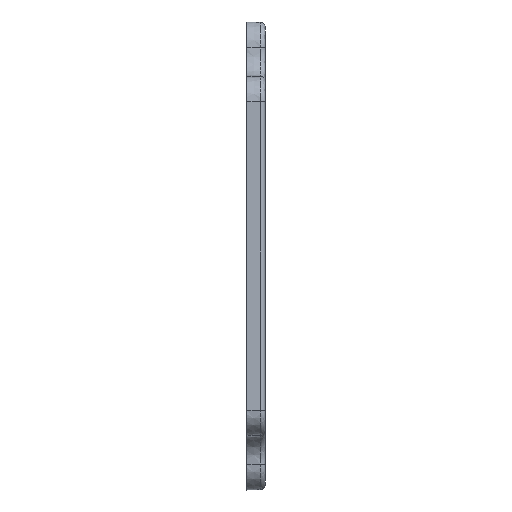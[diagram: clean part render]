
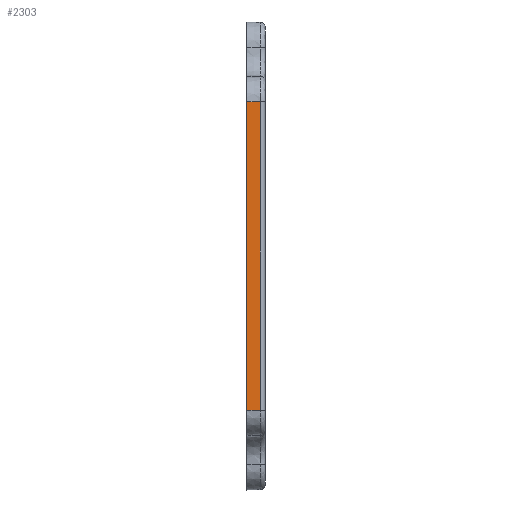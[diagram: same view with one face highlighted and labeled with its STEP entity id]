
A CAD part, left-side view. The second image highlights one B-rep face of the part: STEP entity #2303.
In plain terms, the highlighted planar face has unit normal (-1, -0.018, 0).
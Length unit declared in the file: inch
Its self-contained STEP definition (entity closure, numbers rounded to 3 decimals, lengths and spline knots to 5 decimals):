
#13 = LINE ( 'NONE', #615, #1919 ) ;
#21 = VERTEX_POINT ( 'NONE', #672 ) ;
#34 = LINE ( 'NONE', #1411, #982 ) ;
#112 = LINE ( 'NONE', #292, #1545 ) ;
#292 = CARTESIAN_POINT ( 'NONE',  ( -1.48779, 0.02901, -0.91737 ) ) ;
#368 = EDGE_CURVE ( 'NONE', #671, #21, #112, .T. ) ;
#615 = CARTESIAN_POINT ( 'NONE',  ( -1.48917, 0.10825, -0.91737 ) ) ;
#646 = PLANE ( 'NONE',  #931 ) ;
#671 = VERTEX_POINT ( 'NONE', #2049 ) ;
#672 = CARTESIAN_POINT ( 'NONE',  ( -1.48779, 0.02901, 0.91728 ) ) ;
#752 = CARTESIAN_POINT ( 'NONE',  ( -1.48917, 0.10825, -1.23855 ) ) ;
#931 = AXIS2_PLACEMENT_3D ( 'NONE', #2210, #1611, #1829 ) ;
#982 = VECTOR ( 'NONE', #2057, 39.37008 ) ;
#1255 = CARTESIAN_POINT ( 'NONE',  ( -1.48917, 0.10825, -0.91737 ) ) ;
#1362 = EDGE_CURVE ( 'NONE', #1693, #21, #34, .T. ) ;
#1411 = CARTESIAN_POINT ( 'NONE',  ( -344.40372, 19645.66929, 0.91728 ) ) ;
#1453 = ORIENTED_EDGE ( 'NONE', *, *, #368, .T. ) ;
#1512 = LINE ( 'NONE', #752, #1588 ) ;
#1544 = EDGE_LOOP ( 'NONE', ( #1586, #2382, #1931, #1453 ) ) ;
#1545 = VECTOR ( 'NONE', #2479, 39.37008 ) ;
#1565 = DIRECTION ( 'NONE',  ( 0.017, -1., 0. ) ) ;
#1586 = ORIENTED_EDGE ( 'NONE', *, *, #1362, .F. ) ;
#1588 = VECTOR ( 'NONE', #2309, 39.37008 ) ;
#1611 = DIRECTION ( 'NONE',  ( -1., -0.017, 0. ) ) ;
#1625 = FACE_OUTER_BOUND ( 'NONE', #1544, .T. ) ;
#1693 = VERTEX_POINT ( 'NONE', #1874 ) ;
#1756 = EDGE_CURVE ( 'NONE', #1917, #1693, #1512, .T. ) ;
#1829 = DIRECTION ( 'NONE',  ( 0.017, -1., 0. ) ) ;
#1874 = CARTESIAN_POINT ( 'NONE',  ( -1.48917, 0.10825, 0.91728 ) ) ;
#1917 = VERTEX_POINT ( 'NONE', #1255 ) ;
#1919 = VECTOR ( 'NONE', #1565, 39.37008 ) ;
#1931 = ORIENTED_EDGE ( 'NONE', *, *, #2516, .T. ) ;
#2049 = CARTESIAN_POINT ( 'NONE',  ( -1.48779, 0.02901, -0.91737 ) ) ;
#2057 = DIRECTION ( 'NONE',  ( 0.017, -1., 0. ) ) ;
#2210 = CARTESIAN_POINT ( 'NONE',  ( -1.48917, 0.10825, -0.91737 ) ) ;
#2303 = ADVANCED_FACE ( 'NONE', ( #1625 ), #646, .T. ) ;
#2309 = DIRECTION ( 'NONE',  ( 0., 0., 1. ) ) ;
#2382 = ORIENTED_EDGE ( 'NONE', *, *, #1756, .F. ) ;
#2479 = DIRECTION ( 'NONE',  ( 0., 0., 1. ) ) ;
#2516 = EDGE_CURVE ( 'NONE', #1917, #671, #13, .T. ) ;
